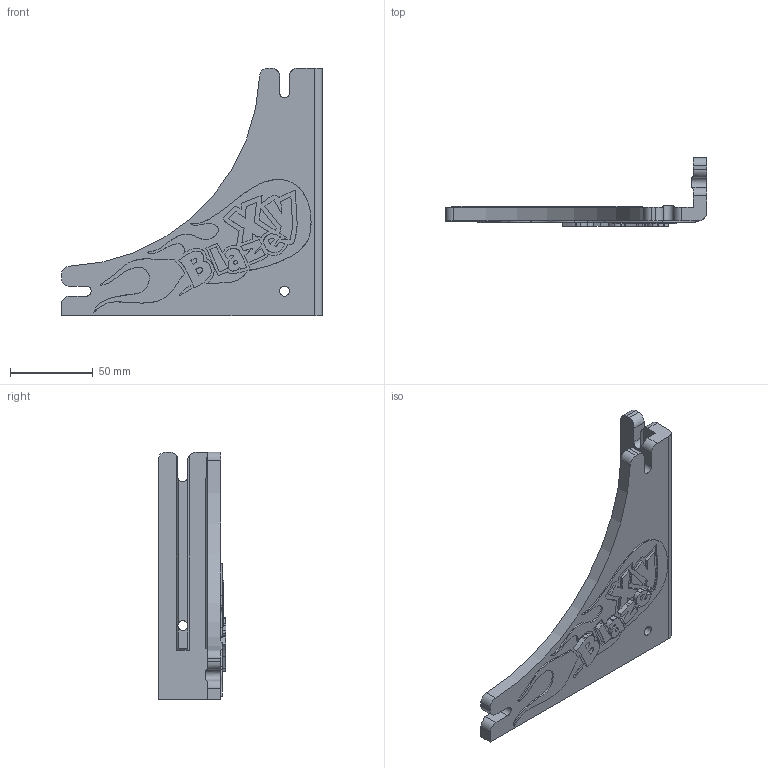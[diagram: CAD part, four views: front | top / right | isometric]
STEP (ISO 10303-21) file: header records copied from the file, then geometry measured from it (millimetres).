
FILE_DESCRIPTION(/* description */ (''),/* implementation_level */ '2;1');
FILE_NAME(/* name */ 'Stabilizer v9.step',/* time_stamp */ '2020-10-20T11:44:08+02:00',/* author */ (''),/* organization */ (''),/* preprocessor_version */ 'ST-DEVELOPER v18.1',/* originating_system */ 'Autodesk Translation Framework v9.3.0.1241',/* authorisation */ '');
FILE_SCHEMA (('AUTOMOTIVE_DESIGN { 1 0 10303 214 3 1 1 }','PROCESS_PLANNING_SCHEMA'));
Length unit declared in the file: millimetre
Products named in the file (1): Stabilizer
Bounding box: 158 x 41.08 x 150 mm (x, y, z)
Volume: 137442.4 mm3; surface area: 48549.1 mm2
Topology: 12 solids, 12 shells, 664 faces, 1869 edges, 1242 vertices
Faces by surface type: bspline 402, plane 246, cylinder 16
Full cylindrical faces by diameter (mm): 6 x2
Entity records: 22470 total; most frequent: CARTESIAN_POINT 8896, ORIENTED_EDGE 3738, EDGE_CURVE 1869, DIRECTION 1671, VERTEX_POINT 1242, LINE 1017, VECTOR 1017, EDGE_LOOP 696
